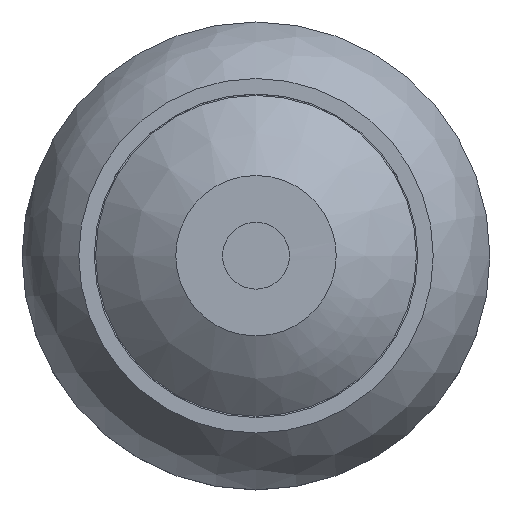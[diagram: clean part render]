
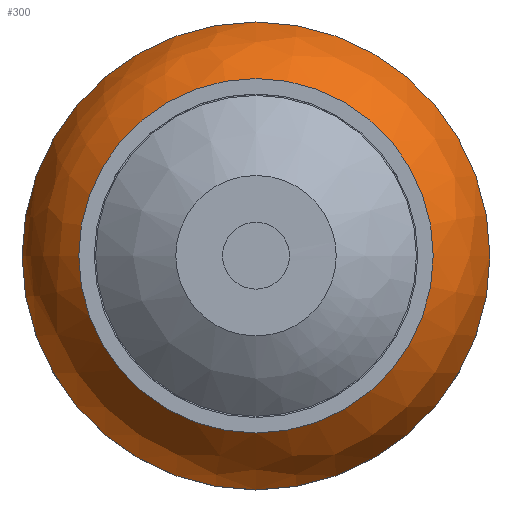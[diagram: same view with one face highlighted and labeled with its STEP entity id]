
A CAD part, top view. The second image highlights one B-rep face of the part: STEP entity #300.
In plain terms, the highlighted free-form (B-spline) face has degree [2, 2] with [3, 9] control points.
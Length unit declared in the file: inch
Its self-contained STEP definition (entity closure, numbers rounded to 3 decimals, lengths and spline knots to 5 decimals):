
#239=CARTESIAN_POINT('',(-0.34449,0.,0.05906));
#240=VERTEX_POINT('',#239);
#241=CARTESIAN_POINT('',(0.0,0.0,0.05906));
#242=DIRECTION('',(0.0,0.0,-1.0));
#243=DIRECTION('',(-1.0,0.0,0.0));
#244=AXIS2_PLACEMENT_3D('',#241,#242,#243);
#245=CIRCLE('',#244,0.34449);
#246=EDGE_CURVE('',#240,#240,#245,.T.);
#251=CARTESIAN_POINT('',(0.26102,0.,0.19685));
#252=CARTESIAN_POINT('',(0.3274,0.,0.14288));
#253=CARTESIAN_POINT('',(0.34449,0.,0.05906));
#254=CARTESIAN_POINT('',(0.26102,0.26102,0.19685));
#255=CARTESIAN_POINT('',(0.3274,0.3274,0.14288));
#256=CARTESIAN_POINT('',(0.34449,0.34449,0.05906));
#257=CARTESIAN_POINT('',(0.,0.26102,0.19685));
#258=CARTESIAN_POINT('',(0.,0.3274,0.14288));
#259=CARTESIAN_POINT('',(0.,0.34449,0.05906));
#260=CARTESIAN_POINT('',(-0.26102,0.26102,0.19685));
#261=CARTESIAN_POINT('',(-0.3274,0.3274,0.14288));
#262=CARTESIAN_POINT('',(-0.34449,0.34449,0.05906));
#263=CARTESIAN_POINT('',(-0.26102,0.,0.19685));
#264=CARTESIAN_POINT('',(-0.3274,0.,0.14288));
#265=CARTESIAN_POINT('',(-0.34449,0.,0.05906));
#266=CARTESIAN_POINT('',(-0.26102,-0.26102,0.19685));
#267=CARTESIAN_POINT('',(-0.3274,-0.3274,0.14288));
#268=CARTESIAN_POINT('',(-0.34449,-0.34449,0.05906));
#269=CARTESIAN_POINT('',(0.,-0.26102,0.19685));
#270=CARTESIAN_POINT('',(0.,-0.3274,0.14288));
#271=CARTESIAN_POINT('',(0.,-0.34449,0.05906));
#272=CARTESIAN_POINT('',(0.26102,-0.26102,0.19685));
#273=CARTESIAN_POINT('',(0.3274,-0.3274,0.14288));
#274=CARTESIAN_POINT('',(0.34449,-0.34449,0.05906));
#275=CARTESIAN_POINT('',(0.26102,0.,0.19685));
#276=CARTESIAN_POINT('',(0.3274,0.,0.14288));
#277=CARTESIAN_POINT('',(0.34449,0.,0.05906));
#285=(BOUNDED_SURFACE()B_SPLINE_SURFACE(2,2,((#251,#254,#257,#260,#263,#266,#269,#272,#275),(#252,#255,#258,#261,#264,#267,#270,#273,#276),(#253,#256,#259,#262,#265,#268,#271,#274,#277)),.UNSPECIFIED.,.F.,.T.,.U.)B_SPLINE_SURFACE_WITH_KNOTS((3,3),(3,2,2,2,3),(-0.88813,-0.20109),(0.0,1.5708,3.14159,4.71239,6.28319),.UNSPECIFIED.)GEOMETRIC_REPRESENTATION_ITEM()RATIONAL_B_SPLINE_SURFACE(((1.0,0.707,1.0,0.707,1.0,0.707,1.0,0.707,1.0),(0.942,0.666,0.942,0.666,0.942,0.666,0.942,0.666,0.942),(1.0,0.707,1.0,0.707,1.0,0.707,1.0,0.707,1.0)))REPRESENTATION_ITEM('')SURFACE());
#286=CARTESIAN_POINT('',(-0.26102,0.,0.19685));
#287=VERTEX_POINT('',#286);
#288=CARTESIAN_POINT('',(0.0,0.0,0.19685));
#289=DIRECTION('',(0.0,0.0,-1.0));
#290=DIRECTION('',(-1.0,0.0,0.0));
#291=AXIS2_PLACEMENT_3D('',#288,#289,#290);
#292=CIRCLE('',#291,0.26102);
#293=EDGE_CURVE('',#287,#287,#292,.T.);
#294=ORIENTED_EDGE('',*,*,#293,.T.);
#295=EDGE_LOOP('',(#294));
#296=FACE_OUTER_BOUND('',#295,.T.);
#297=ORIENTED_EDGE('',*,*,#246,.F.);
#298=EDGE_LOOP('',(#297));
#299=FACE_BOUND('',#298,.T.);
#300=ADVANCED_FACE('',(#296,#299),#285,.T.);
